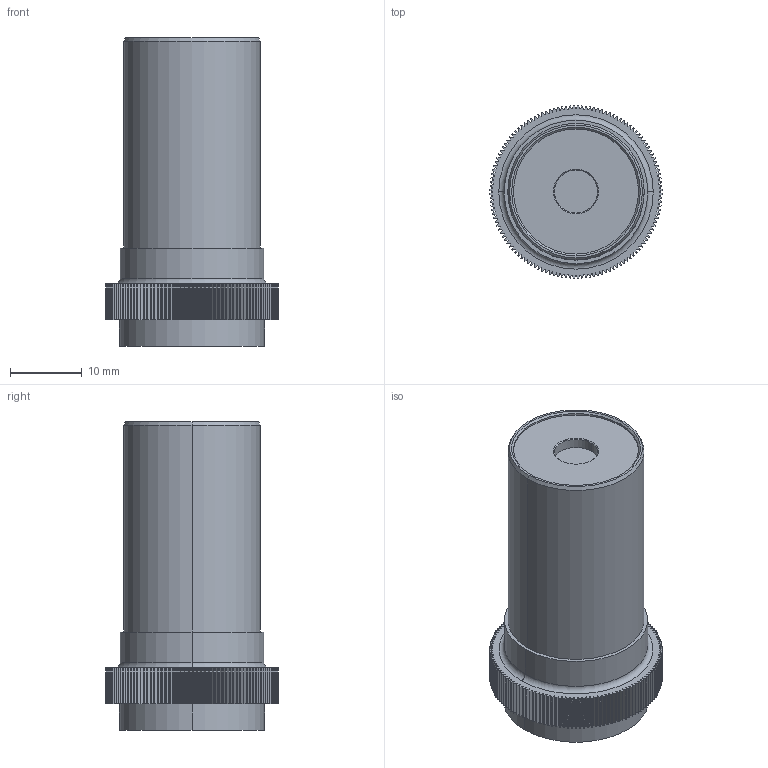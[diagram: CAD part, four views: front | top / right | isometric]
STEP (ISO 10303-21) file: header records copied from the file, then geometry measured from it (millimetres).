
FILE_DESCRIPTION (( 'STEP AP203' ), '1' );
FILE_NAME ('Web Model 43902_43903.step', '2018-03-15T12:31:50', ( '' ), ( '' ), 'SwSTEP 2.0', 'SolidWorks 2016', '' );
FILE_SCHEMA (( 'CONFIG_CONTROL_DESIGN' ));
Length unit declared in the file: millimetre
Products named in the file (1): Web Model 43902_43903
Bounding box: 24 x 24 x 43 mm (x, y, z)
Volume: 13030.1 mm3; surface area: 3933 mm2
Topology: 1 solids, 1 shells, 556 faces, 1636 edges, 1088 vertices
Faces by surface type: plane 404, cylinder 144, cone 6, torus 2
Entity records: 18471 total; most frequent: CARTESIAN_POINT 3281, ORIENTED_EDGE 3272, DIRECTION 3048, EDGE_CURVE 1636, VECTOR 1338, LINE 1338, VERTEX_POINT 1088, AXIS2_PLACEMENT_3D 855
